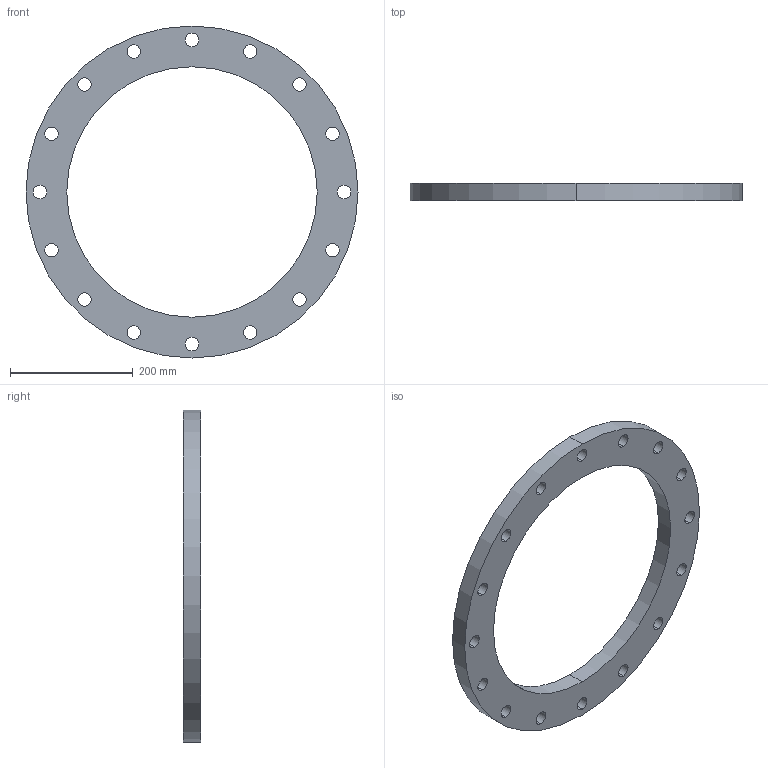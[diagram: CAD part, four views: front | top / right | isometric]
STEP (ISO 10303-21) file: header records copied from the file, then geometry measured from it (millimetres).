
FILE_DESCRIPTION (( 'STEP AP203' ), '1' );
FILE_NAME ('3D_R182-PN6_DN400_17609330_17613340.STEP', '2024-06-30T14:20:54', ( '' ), ( '' ), 'SwSTEP 2.0', 'SolidWorks 2024', '' );
FILE_SCHEMA (( 'CONFIG_CONTROL_DESIGN' ));
Length unit declared in the file: millimetre
Products named in the file (1): 3D_R182-PN6_DN400_17609330_17613340
Bounding box: 540 x 28 x 540 mm (x, y, z)
Volume: 2590551.7 mm3; surface area: 299341.9 mm2
Topology: 1 solids, 1 shells, 40 faces, 112 edges, 74 vertices
Faces by surface type: cylinder 36, cone 2, plane 2
Entity records: 1479 total; most frequent: DIRECTION 268, CARTESIAN_POINT 227, ORIENTED_EDGE 224, AXIS2_PLACEMENT_3D 115, EDGE_CURVE 112, EDGE_LOOP 74, CIRCLE 74, VERTEX_POINT 74
